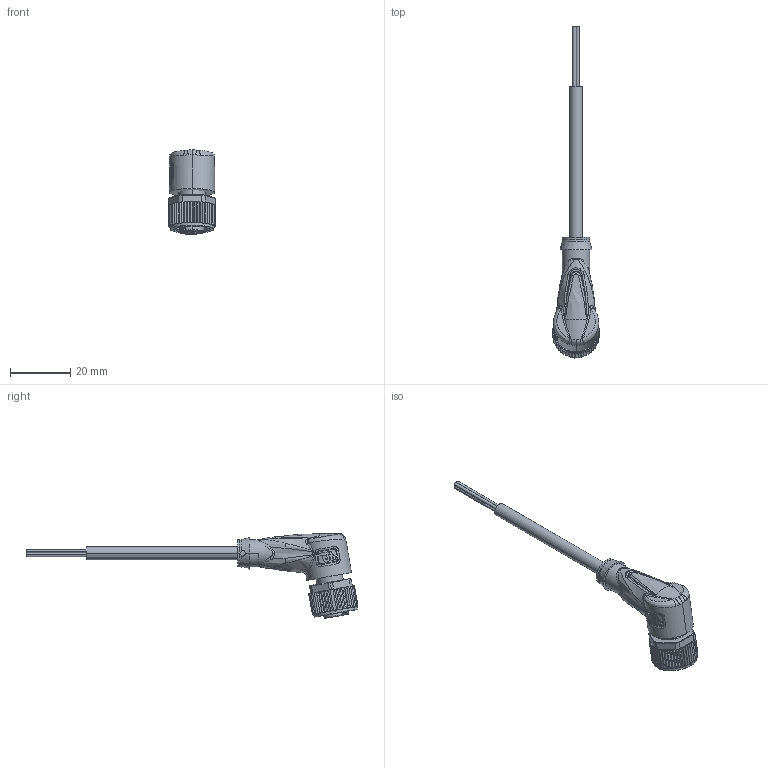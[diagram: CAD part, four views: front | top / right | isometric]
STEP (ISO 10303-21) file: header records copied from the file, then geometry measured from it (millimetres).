
FILE_DESCRIPTION(('STEP AP214'),'1');
FILE_NAME('cctmp_FEA9A3F8-AD8A-4BDD-AA09-44B92B36D5CD_2022_04_27_10_43_06_0049..stp','2022-04-27T08:43:10',('KiM GmbH'),('CADClick - www.CADClick.com'),'Spatial InterOp 3D postprocessed',' ','unknown authorization');
FILE_SCHEMA(('AUTOMOTIVE_DESIGN'));
Length unit declared in the file: millimetre
Products named in the file (7): T195815_1; Connection2; Cable; Connection1; Connection1_2; Connection1_1; T195815
Assembly tree (6 placements, depth 4):
  T195815
    T195815_1
      Connection2
      Cable
      Connection1
        Connection1_2
        Connection1_1
Bounding box: 15.4 x 109.86 x 28.05 mm (x, y, z)
Volume: 6804.1 mm3; surface area: 5041.3 mm2
Topology: 8 solids, 30 shells, 1114 faces, 2836 edges, 1790 vertices
Faces by surface type: plane 499, cylinder 240, torus 162, bspline 149, cone 64
Entity records: 55126 total; most frequent: CARTESIAN_POINT 25681, ORIENTED_EDGE 5622, DIRECTION 5067, EDGE_CURVE 2833, AXIS2_PLACEMENT_3D 1840, VERTEX_POINT 1790, LINE 1387, VECTOR 1387
